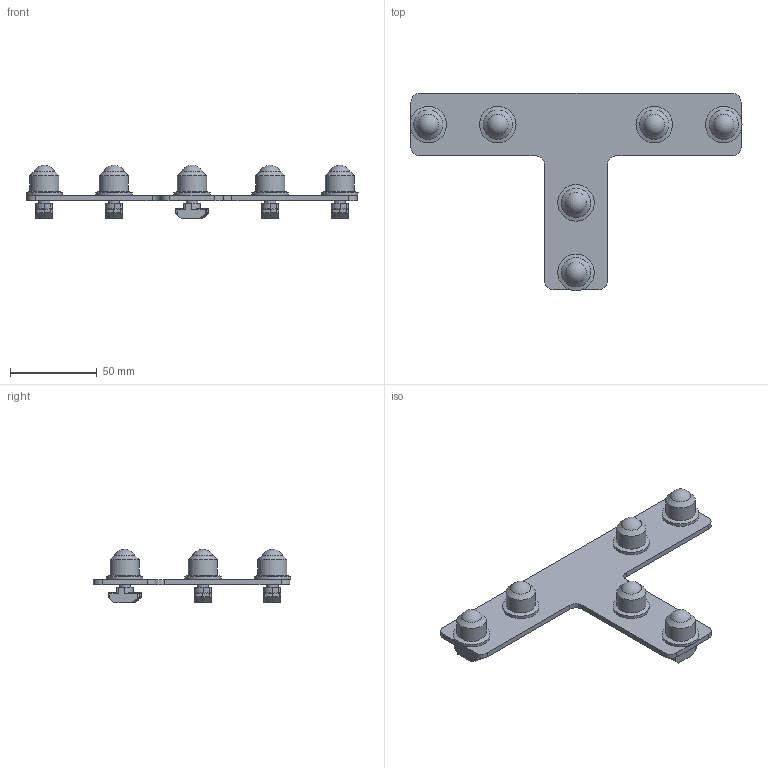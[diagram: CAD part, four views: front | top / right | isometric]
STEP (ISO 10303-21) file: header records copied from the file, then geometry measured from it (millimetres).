
FILE_DESCRIPTION(/* description */ (''),/* implementation_level */ '2;1');
FILE_NAME(/* name */ '126255',/* time_stamp */ '2014-10-06T15:44:56+02:00',/* author */ (''),/* organization */ (''),/* preprocessor_version */ 'ST-DEVELOPER v14',/* originating_system */ 'HiCAD 2013 1802.4 Build 509',/* authorisation */ '');
FILE_SCHEMA (('AUTOMOTIVE_DESIGN { 1 0 10303 214 1 1 1 1 }'));
Length unit declared in the file: millimetre
Products named in the file (20): Root; 126255 T-plaatBOIKON; 122000Flensmoer M8BOIKON; 122005Afdekkap voor moer M8BOIKON; 120205Hamerkopbout M8x20BOIKON
Assembly tree (19 placements, depth 4):
  Root
    126255 T-plaatBOIKON
      122000Flensmoer M8BOIKON
        122005Afdekkap voor moer M8BOIKON
      122000Flensmoer M8BOIKON
        122005Afdekkap voor moer M8BOIKON
      120205Hamerkopbout M8x20BOIKON
      120205Hamerkopbout M8x20BOIKON
      122000Flensmoer M8BOIKON
        122005Afdekkap voor moer M8BOIKON
      122000Flensmoer M8BOIKON
        122005Afdekkap voor moer M8BOIKON
      120205Hamerkopbout M8x20BOIKON
      120205Hamerkopbout M8x20BOIKON
      122000Flensmoer M8BOIKON
        122005Afdekkap voor moer M8BOIKON
      122000Flensmoer M8BOIKON
        122005Afdekkap voor moer M8BOIKON
      120205Hamerkopbout M8x20BOIKON
      120205Hamerkopbout M8x20BOIKON
Bounding box: 191 x 113.5 x 30.75 mm (x, y, z)
Volume: 56905.3 mm3; surface area: 41277.6 mm2
Topology: 19 solids, 19 shells, 552 faces, 1440 edges, 969 vertices
Faces by surface type: plane 376, cylinder 98, cone 66, sphere 12
Full cylindrical faces by diameter (mm): 6.466 x6, 8 x6, 9 x6, 16.8 x6, 21 x6
Entity records: 31077 total; most frequent: CARTESIAN_POINT 3263, DIRECTION 3116, PRESENTATION_STYLE_ASSIGNMENT 2743, COLOUR_RGB 2728, DRAUGHTING_PRE_DEFINED_CURVE_FONT 2724, CURVE_STYLE 2724, OVER_RIDING_STYLED_ITEM 2724, ORIENTED_EDGE 2724
